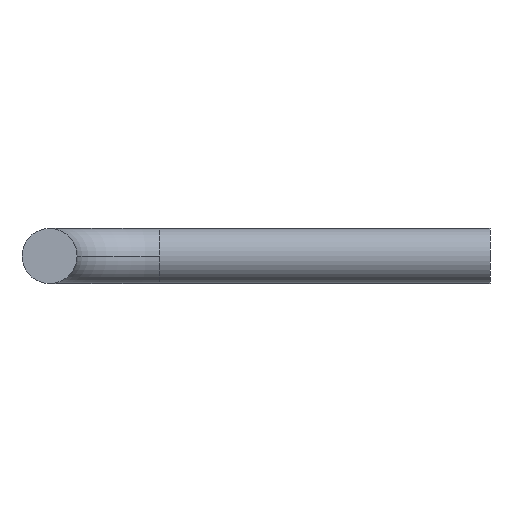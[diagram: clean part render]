
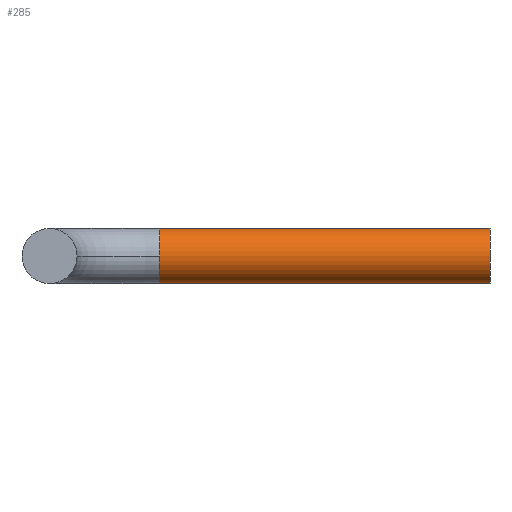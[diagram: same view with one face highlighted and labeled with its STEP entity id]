
A CAD part, front view. The second image highlights one B-rep face of the part: STEP entity #285.
In plain terms, the highlighted cylindrical face has radius 0.25 mm (diameter 0.5 mm), a partial arc.
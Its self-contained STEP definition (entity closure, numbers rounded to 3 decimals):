
#7 = ORIENTED_EDGE ( 'NONE', *, *, #129, .F. ) ;
#16 = VECTOR ( 'NONE', #44, 1000. ) ;
#40 = VERTEX_POINT ( 'NONE', #73 ) ;
#43 = DIRECTION ( 'NONE',  ( 0., 0., 1. ) ) ;
#44 = DIRECTION ( 'NONE',  ( -1., 0., 0. ) ) ;
#46 = CARTESIAN_POINT ( 'NONE',  ( 4., 4., 0. ) ) ;
#61 = CARTESIAN_POINT ( 'NONE',  ( 4., 4., 0.25 ) ) ;
#73 = CARTESIAN_POINT ( 'NONE',  ( 1., 3.75, 0. ) ) ;
#79 = VERTEX_POINT ( 'NONE', #236 ) ;
#81 = DIRECTION ( 'NONE',  ( -1., 0., 0. ) ) ;
#84 = EDGE_CURVE ( 'NONE', #79, #175, #281, .T. ) ;
#98 = FACE_OUTER_BOUND ( 'NONE', #291, .T. ) ;
#104 = CARTESIAN_POINT ( 'NONE',  ( 1., 4., 0. ) ) ;
#110 = DIRECTION ( 'NONE',  ( 0., 0., -1. ) ) ;
#111 = ORIENTED_EDGE ( 'NONE', *, *, #241, .F. ) ;
#112 = DIRECTION ( 'NONE',  ( 0., 0., -1. ) ) ;
#115 = EDGE_CURVE ( 'NONE', #40, #175, #174, .T. ) ;
#124 = CYLINDRICAL_SURFACE ( 'NONE', #286, 0.25 ) ;
#125 = ORIENTED_EDGE ( 'NONE', *, *, #84, .T. ) ;
#129 = EDGE_CURVE ( 'NONE', #248, #40, #153, .T. ) ;
#136 = DIRECTION ( 'NONE',  ( 0., 0., -1. ) ) ;
#144 = DIRECTION ( 'NONE',  ( -1., 0., 0. ) ) ;
#151 = LINE ( 'NONE', #189, #16 ) ;
#153 = CIRCLE ( 'NONE', #262, 0.25 ) ;
#164 = VECTOR ( 'NONE', #234, 1000. ) ;
#166 = DIRECTION ( 'NONE',  ( -1., 0., 0. ) ) ;
#174 = CIRCLE ( 'NONE', #278, 0.25 ) ;
#175 = VERTEX_POINT ( 'NONE', #238 ) ;
#177 = CARTESIAN_POINT ( 'NONE',  ( 4., 4., -0.25 ) ) ;
#189 = CARTESIAN_POINT ( 'NONE',  ( 4., 4., -0.25 ) ) ;
#204 = DIRECTION ( 'NONE',  ( -1., 0., 0. ) ) ;
#231 = CARTESIAN_POINT ( 'NONE',  ( 1., 4., 0. ) ) ;
#234 = DIRECTION ( 'NONE',  ( -1., 0., 0. ) ) ;
#236 = CARTESIAN_POINT ( 'NONE',  ( 4., 4., 0.25 ) ) ;
#238 = CARTESIAN_POINT ( 'NONE',  ( 1., 4., 0.25 ) ) ;
#241 = EDGE_CURVE ( 'NONE', #322, #248, #151, .T. ) ;
#244 = AXIS2_PLACEMENT_3D ( 'NONE', #46, #166, #112 ) ;
#248 = VERTEX_POINT ( 'NONE', #328 ) ;
#262 = AXIS2_PLACEMENT_3D ( 'NONE', #231, #81, #136 ) ;
#266 = ORIENTED_EDGE ( 'NONE', *, *, #314, .T. ) ;
#278 = AXIS2_PLACEMENT_3D ( 'NONE', #104, #204, #110 ) ;
#281 = LINE ( 'NONE', #61, #164 ) ;
#285 = ADVANCED_FACE ( 'NONE', ( #98 ), #124, .T. ) ;
#286 = AXIS2_PLACEMENT_3D ( 'NONE', #326, #144, #43 ) ;
#291 = EDGE_LOOP ( 'NONE', ( #111, #266, #125, #332, #7 ) ) ;
#294 = CIRCLE ( 'NONE', #244, 0.25 ) ;
#314 = EDGE_CURVE ( 'NONE', #322, #79, #294, .T. ) ;
#322 = VERTEX_POINT ( 'NONE', #177 ) ;
#326 = CARTESIAN_POINT ( 'NONE',  ( 4., 4., 0. ) ) ;
#328 = CARTESIAN_POINT ( 'NONE',  ( 1., 4., -0.25 ) ) ;
#332 = ORIENTED_EDGE ( 'NONE', *, *, #115, .F. ) ;
